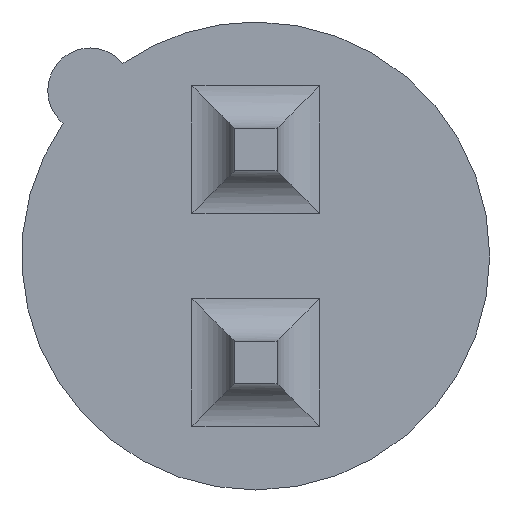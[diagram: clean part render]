
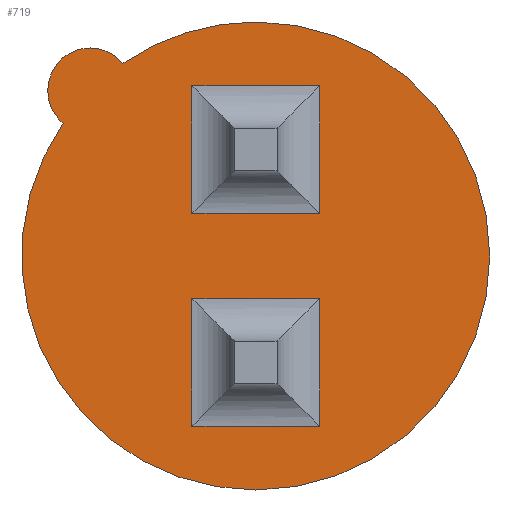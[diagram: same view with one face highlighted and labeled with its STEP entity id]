
A CAD part, front view. The second image highlights one B-rep face of the part: STEP entity #719.
In plain terms, the highlighted planar face has unit normal (0, -1, 0).
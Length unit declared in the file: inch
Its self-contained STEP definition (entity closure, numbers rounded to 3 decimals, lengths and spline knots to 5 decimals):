
#1 = CARTESIAN_POINT ( 'NONE',  ( 0., -0.03, 0. ) ) ;
#8 = ORIENTED_EDGE ( 'NONE', *, *, #456, .T. ) ;
#21 = ORIENTED_EDGE ( 'NONE', *, *, #195, .T. ) ;
#22 = AXIS2_PLACEMENT_3D ( 'NONE', #683, #65, #466 ) ;
#27 = VERTEX_POINT ( 'NONE', #1009 ) ;
#43 = DIRECTION ( 'NONE',  ( 0., 0., 1. ) ) ;
#65 = DIRECTION ( 'NONE',  ( 0., 1., 0. ) ) ;
#68 = VERTEX_POINT ( 'NONE', #202 ) ;
#74 = CARTESIAN_POINT ( 'NONE',  ( 0.01, -0.03, -0.02 ) ) ;
#84 = DIRECTION ( 'NONE',  ( 0., -1., 0. ) ) ;
#93 = DIRECTION ( 'NONE',  ( -1., 0., 0. ) ) ;
#102 = AXIS2_PLACEMENT_3D ( 'NONE', #1, #507, #210 ) ;
#111 = VECTOR ( 'NONE', #1034, 39.37008 ) ;
#124 = AXIS2_PLACEMENT_3D ( 'NONE', #692, #84, #676 ) ;
#125 = CARTESIAN_POINT ( 'NONE',  ( -0.06241, -0.03, 0.09058 ) ) ;
#183 = FACE_BOUND ( 'NONE', #427, .T. ) ;
#187 = EDGE_LOOP ( 'NONE', ( #313, #248, #8, #401 ) ) ;
#195 = EDGE_CURVE ( 'NONE', #658, #479, #197, .T. ) ;
#197 = LINE ( 'NONE', #488, #1217 ) ;
#202 = CARTESIAN_POINT ( 'NONE',  ( -0.03, -0.03, 0.08 ) ) ;
#209 = VECTOR ( 'NONE', #252, 39.37008 ) ;
#210 = DIRECTION ( 'NONE',  ( 0., 0., 1. ) ) ;
#244 = LINE ( 'NONE', #802, #111 ) ;
#248 = ORIENTED_EDGE ( 'NONE', *, *, #850, .T. ) ;
#252 = DIRECTION ( 'NONE',  ( 0., 0., -1. ) ) ;
#253 = ORIENTED_EDGE ( 'NONE', *, *, #867, .F. ) ;
#313 = ORIENTED_EDGE ( 'NONE', *, *, #711, .T. ) ;
#315 = CARTESIAN_POINT ( 'NONE',  ( 0.01, -0.03, 0.08 ) ) ;
#325 = CARTESIAN_POINT ( 'NONE',  ( -0.09058, -0.03, 0.06241 ) ) ;
#330 = CARTESIAN_POINT ( 'NONE',  ( -0.03, -0.03, 0. ) ) ;
#345 = EDGE_CURVE ( 'NONE', #68, #1023, #920, .T. ) ;
#356 = PLANE ( 'NONE',  #22 ) ;
#360 = ORIENTED_EDGE ( 'NONE', *, *, #1277, .T. ) ;
#372 = VECTOR ( 'NONE', #657, 39.37008 ) ;
#381 = CARTESIAN_POINT ( 'NONE',  ( 0., -0.03, -0.11 ) ) ;
#383 = EDGE_CURVE ( 'NONE', #479, #716, #1268, .T. ) ;
#401 = ORIENTED_EDGE ( 'NONE', *, *, #345, .T. ) ;
#403 = DIRECTION ( 'NONE',  ( 0., 0., 1. ) ) ;
#409 = VERTEX_POINT ( 'NONE', #125 ) ;
#418 = DIRECTION ( 'NONE',  ( 0., 0., 1. ) ) ;
#427 = EDGE_LOOP ( 'NONE', ( #681, #21, #918, #455 ) ) ;
#441 = VECTOR ( 'NONE', #771, 39.37008 ) ;
#445 = CARTESIAN_POINT ( 'NONE',  ( -0.03, -0.03, -0.08 ) ) ;
#455 = ORIENTED_EDGE ( 'NONE', *, *, #805, .T. ) ;
#456 = EDGE_CURVE ( 'NONE', #27, #68, #999, .T. ) ;
#466 = DIRECTION ( 'NONE',  ( 0., 0., 1. ) ) ;
#479 = VERTEX_POINT ( 'NONE', #445 ) ;
#488 = CARTESIAN_POINT ( 'NONE',  ( -0.01, -0.03, -0.08 ) ) ;
#489 = VERTEX_POINT ( 'NONE', #746 ) ;
#507 = DIRECTION ( 'NONE',  ( 0., 1., 0. ) ) ;
#526 = CIRCLE ( 'NONE', #968, 0.11 ) ;
#534 = DIRECTION ( 'NONE',  ( 0., 0., 1. ) ) ;
#571 = CIRCLE ( 'NONE', #982, 0.11 ) ;
#578 = FACE_BOUND ( 'NONE', #187, .T. ) ;
#596 = DIRECTION ( 'NONE',  ( 0., 1., 0. ) ) ;
#600 = LINE ( 'NONE', #1266, #209 ) ;
#618 = CARTESIAN_POINT ( 'NONE',  ( 0., -0.03, 0. ) ) ;
#657 = DIRECTION ( 'NONE',  ( 0., 0., -1. ) ) ;
#658 = VERTEX_POINT ( 'NONE', #760 ) ;
#665 = ORIENTED_EDGE ( 'NONE', *, *, #1173, .F. ) ;
#676 = DIRECTION ( 'NONE',  ( 0., 0., -1. ) ) ;
#681 = ORIENTED_EDGE ( 'NONE', *, *, #1035, .T. ) ;
#683 = CARTESIAN_POINT ( 'NONE',  ( 0., -0.03, 0. ) ) ;
#692 = CARTESIAN_POINT ( 'NONE',  ( -0.07778, -0.03, 0.07778 ) ) ;
#711 = EDGE_CURVE ( 'NONE', #1023, #1030, #905, .T. ) ;
#716 = VERTEX_POINT ( 'NONE', #757 ) ;
#718 = LINE ( 'NONE', #74, #441 ) ;
#719 = ADVANCED_FACE ( 'NONE', ( #183, #578, #827 ), #356, .F. ) ;
#731 = VERTEX_POINT ( 'NONE', #985 ) ;
#746 = CARTESIAN_POINT ( 'NONE',  ( 0., -0.03, 0.11 ) ) ;
#757 = CARTESIAN_POINT ( 'NONE',  ( -0.03, -0.03, -0.02 ) ) ;
#760 = CARTESIAN_POINT ( 'NONE',  ( 0.03, -0.03, -0.08 ) ) ;
#771 = DIRECTION ( 'NONE',  ( 1., 0., 0. ) ) ;
#792 = VECTOR ( 'NONE', #1156, 39.37008 ) ;
#802 = CARTESIAN_POINT ( 'NONE',  ( -0.01, -0.03, 0.02 ) ) ;
#805 = EDGE_CURVE ( 'NONE', #716, #731, #718, .T. ) ;
#827 = FACE_OUTER_BOUND ( 'NONE', #847, .T. ) ;
#845 = VECTOR ( 'NONE', #534, 39.37008 ) ;
#847 = EDGE_LOOP ( 'NONE', ( #253, #360, #1001, #665 ) ) ;
#850 = EDGE_CURVE ( 'NONE', #1030, #27, #244, .T. ) ;
#859 = CARTESIAN_POINT ( 'NONE',  ( 0.03, -0.03, 0.08 ) ) ;
#867 = EDGE_CURVE ( 'NONE', #409, #489, #526, .T. ) ;
#905 = LINE ( 'NONE', #1265, #372 ) ;
#907 = VERTEX_POINT ( 'NONE', #381 ) ;
#918 = ORIENTED_EDGE ( 'NONE', *, *, #383, .T. ) ;
#920 = LINE ( 'NONE', #315, #792 ) ;
#929 = CIRCLE ( 'NONE', #102, 0.11 ) ;
#950 = CIRCLE ( 'NONE', #124, 0.02 ) ;
#968 = AXIS2_PLACEMENT_3D ( 'NONE', #618, #1104, #418 ) ;
#982 = AXIS2_PLACEMENT_3D ( 'NONE', #1229, #596, #403 ) ;
#985 = CARTESIAN_POINT ( 'NONE',  ( 0.03, -0.03, -0.02 ) ) ;
#999 = LINE ( 'NONE', #330, #845 ) ;
#1001 = ORIENTED_EDGE ( 'NONE', *, *, #1121, .F. ) ;
#1009 = CARTESIAN_POINT ( 'NONE',  ( -0.03, -0.03, 0.02 ) ) ;
#1012 = VERTEX_POINT ( 'NONE', #325 ) ;
#1023 = VERTEX_POINT ( 'NONE', #859 ) ;
#1030 = VERTEX_POINT ( 'NONE', #1269 ) ;
#1034 = DIRECTION ( 'NONE',  ( -1., 0., 0. ) ) ;
#1035 = EDGE_CURVE ( 'NONE', #731, #658, #600, .T. ) ;
#1045 = CARTESIAN_POINT ( 'NONE',  ( -0.03, -0.03, 0. ) ) ;
#1062 = VECTOR ( 'NONE', #43, 39.37008 ) ;
#1104 = DIRECTION ( 'NONE',  ( 0., 1., 0. ) ) ;
#1121 = EDGE_CURVE ( 'NONE', #907, #1012, #571, .T. ) ;
#1156 = DIRECTION ( 'NONE',  ( 1., 0., 0. ) ) ;
#1173 = EDGE_CURVE ( 'NONE', #489, #907, #929, .T. ) ;
#1217 = VECTOR ( 'NONE', #93, 39.37008 ) ;
#1229 = CARTESIAN_POINT ( 'NONE',  ( 0., -0.03, 0. ) ) ;
#1265 = CARTESIAN_POINT ( 'NONE',  ( 0.03, -0.03, 0.04 ) ) ;
#1266 = CARTESIAN_POINT ( 'NONE',  ( 0.03, -0.03, -0.06 ) ) ;
#1268 = LINE ( 'NONE', #1045, #1062 ) ;
#1269 = CARTESIAN_POINT ( 'NONE',  ( 0.03, -0.03, 0.02 ) ) ;
#1277 = EDGE_CURVE ( 'NONE', #409, #1012, #950, .T. ) ;
